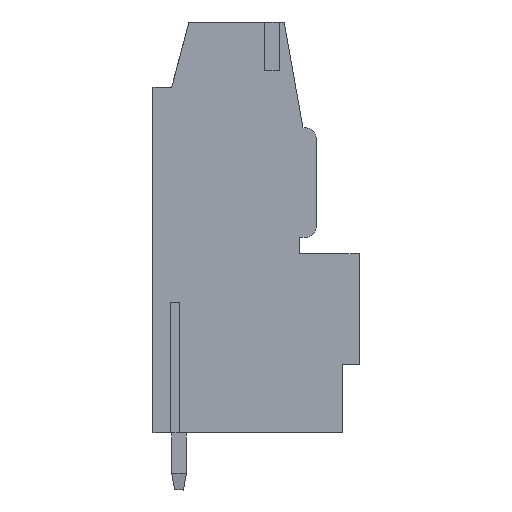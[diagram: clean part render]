
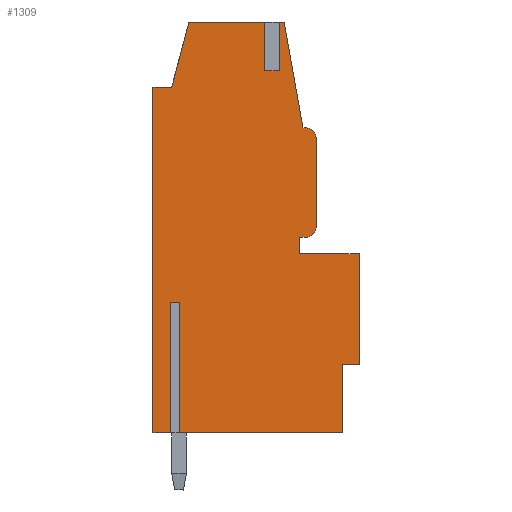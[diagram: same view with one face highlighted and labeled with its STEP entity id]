
A CAD part, left-side view. The second image highlights one B-rep face of the part: STEP entity #1309.
In plain terms, the highlighted planar face has unit normal (-1, 0, 0).
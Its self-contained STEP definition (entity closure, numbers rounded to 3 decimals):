
#689=AXIS2_PLACEMENT_3D('Circle Axis2P3D',#687,#688,$) ;
#722=AXIS2_PLACEMENT_3D('Circle Axis2P3D',#720,#721,$) ;
#1214=AXIS2_PLACEMENT_3D('Plane Axis2P3D',#1211,#1212,#1213) ;
#297=CARTESIAN_POINT('Vertex',(0.45,5.09,25.7)) ;
#300=CARTESIAN_POINT('Line Origine',(0.45,5.09,27.2)) ;
#304=CARTESIAN_POINT('Vertex',(0.45,5.09,28.7)) ;
#387=CARTESIAN_POINT('Vertex',(0.45,5.59,25.7)) ;
#390=CARTESIAN_POINT('Line Origine',(0.45,5.34,25.7)) ;
#435=CARTESIAN_POINT('Line Origine',(0.45,5.59,27.2)) ;
#439=CARTESIAN_POINT('Vertex',(0.45,5.59,28.7)) ;
#544=CARTESIAN_POINT('Vertex',(0.45,1.001,7.7)) ;
#547=CARTESIAN_POINT('Line Origine',(0.45,1.001,5.6)) ;
#551=CARTESIAN_POINT('Vertex',(0.45,1.001,3.5)) ;
#584=CARTESIAN_POINT('Vertex',(0.45,3.64,14.5)) ;
#587=CARTESIAN_POINT('Line Origine',(0.45,1.82,14.5)) ;
#591=CARTESIAN_POINT('Vertex',(0.45,0.,14.5)) ;
#622=CARTESIAN_POINT('Vertex',(0.45,3.64,15.5)) ;
#625=CARTESIAN_POINT('Line Origine',(0.45,3.64,15.)) ;
#653=CARTESIAN_POINT('Vertex',(0.45,3.24,15.5)) ;
#656=CARTESIAN_POINT('Line Origine',(0.45,3.44,15.5)) ;
#684=CARTESIAN_POINT('Vertex',(0.45,2.64,16.1)) ;
#687=CARTESIAN_POINT('Axis2P3D Location',(0.45,3.24,16.1)) ;
#717=CARTESIAN_POINT('Vertex',(0.45,3.24,22.2)) ;
#720=CARTESIAN_POINT('Axis2P3D Location',(0.45,3.24,21.6)) ;
#724=CARTESIAN_POINT('Vertex',(0.45,2.64,21.6)) ;
#755=CARTESIAN_POINT('Vertex',(0.45,3.44,22.2)) ;
#758=CARTESIAN_POINT('Line Origine',(0.45,3.34,22.2)) ;
#786=CARTESIAN_POINT('Vertex',(0.45,4.59,28.7)) ;
#789=CARTESIAN_POINT('Line Origine',(0.45,4.015,25.45)) ;
#1120=CARTESIAN_POINT('Line Origine',(0.45,12.09,3.5)) ;
#1124=CARTESIAN_POINT('Vertex',(0.45,12.64,3.5)) ;
#1126=CARTESIAN_POINT('Vertex',(0.45,11.54,3.5)) ;
#1134=CARTESIAN_POINT('Line Origine',(0.45,6.021,3.5)) ;
#1138=CARTESIAN_POINT('Vertex',(0.45,11.04,3.5)) ;
#1211=CARTESIAN_POINT('Axis2P3D Location',(0.45,0.,0.)) ;
#1216=CARTESIAN_POINT('Line Origine',(0.45,0.5,7.7)) ;
#1220=CARTESIAN_POINT('Vertex',(0.45,0.,7.7)) ;
#1223=CARTESIAN_POINT('Line Origine',(0.45,0.,11.1)) ;
#1228=CARTESIAN_POINT('Line Origine',(0.45,2.64,18.85)) ;
#1233=CARTESIAN_POINT('Line Origine',(0.45,4.84,28.7)) ;
#1238=CARTESIAN_POINT('Line Origine',(0.45,8.015,28.7)) ;
#1242=CARTESIAN_POINT('Vertex',(0.45,10.44,28.7)) ;
#1245=CARTESIAN_POINT('Line Origine',(0.45,10.965,26.7)) ;
#1249=CARTESIAN_POINT('Vertex',(0.45,11.49,24.7)) ;
#1252=CARTESIAN_POINT('Line Origine',(0.45,12.065,24.7)) ;
#1256=CARTESIAN_POINT('Vertex',(0.45,12.64,24.7)) ;
#1259=CARTESIAN_POINT('Line Origine',(0.45,12.64,14.1)) ;
#1264=CARTESIAN_POINT('Line Origine',(0.45,11.54,7.5)) ;
#1268=CARTESIAN_POINT('Vertex',(0.45,11.54,11.5)) ;
#1271=CARTESIAN_POINT('Line Origine',(0.45,11.29,11.5)) ;
#1275=CARTESIAN_POINT('Vertex',(0.45,11.04,11.5)) ;
#1278=CARTESIAN_POINT('Line Origine',(0.45,11.04,7.5)) ;
#301=DIRECTION('Vector Direction',(0.,0.,1.)) ;
#391=DIRECTION('Vector Direction',(0.,1.,0.)) ;
#436=DIRECTION('Vector Direction',(0.,0.,1.)) ;
#548=DIRECTION('Vector Direction',(0.,0.,-1.)) ;
#588=DIRECTION('Vector Direction',(0.,-1.,0.)) ;
#626=DIRECTION('Vector Direction',(0.,0.,-1.)) ;
#657=DIRECTION('Vector Direction',(0.,1.,0.)) ;
#688=DIRECTION('Axis2P3D Direction',(-1.,0.,0.)) ;
#721=DIRECTION('Axis2P3D Direction',(-1.,0.,0.)) ;
#759=DIRECTION('Vector Direction',(0.,-1.,0.)) ;
#790=DIRECTION('Vector Direction',(0.,-0.174,-0.985)) ;
#1121=DIRECTION('Vector Direction',(0.,1.,0.)) ;
#1135=DIRECTION('Vector Direction',(0.,1.,0.)) ;
#1212=DIRECTION('Axis2P3D Direction',(-1.,0.,0.)) ;
#1213=DIRECTION('Axis2P3D XDirection',(0.,0.,1.)) ;
#1217=DIRECTION('Vector Direction',(0.,1.,0.)) ;
#1224=DIRECTION('Vector Direction',(0.,0.,-1.)) ;
#1229=DIRECTION('Vector Direction',(0.,0.,-1.)) ;
#1234=DIRECTION('Vector Direction',(0.,-1.,0.)) ;
#1239=DIRECTION('Vector Direction',(0.,-1.,0.)) ;
#1246=DIRECTION('Vector Direction',(0.,-0.254,0.967)) ;
#1253=DIRECTION('Vector Direction',(0.,-1.,0.)) ;
#1260=DIRECTION('Vector Direction',(0.,0.,1.)) ;
#1265=DIRECTION('Vector Direction',(0.,0.,1.)) ;
#1272=DIRECTION('Vector Direction',(0.,-1.,0.)) ;
#1279=DIRECTION('Vector Direction',(0.,0.,1.)) ;
#302=VECTOR('Line Direction',#301,1.) ;
#392=VECTOR('Line Direction',#391,1.) ;
#437=VECTOR('Line Direction',#436,1.) ;
#549=VECTOR('Line Direction',#548,1.) ;
#589=VECTOR('Line Direction',#588,1.) ;
#627=VECTOR('Line Direction',#626,1.) ;
#658=VECTOR('Line Direction',#657,1.) ;
#760=VECTOR('Line Direction',#759,1.) ;
#791=VECTOR('Line Direction',#790,1.) ;
#1122=VECTOR('Line Direction',#1121,1.) ;
#1136=VECTOR('Line Direction',#1135,1.) ;
#1218=VECTOR('Line Direction',#1217,1.) ;
#1225=VECTOR('Line Direction',#1224,1.) ;
#1230=VECTOR('Line Direction',#1229,1.) ;
#1235=VECTOR('Line Direction',#1234,1.) ;
#1240=VECTOR('Line Direction',#1239,1.) ;
#1247=VECTOR('Line Direction',#1246,1.) ;
#1254=VECTOR('Line Direction',#1253,1.) ;
#1261=VECTOR('Line Direction',#1260,1.) ;
#1266=VECTOR('Line Direction',#1265,1.) ;
#1273=VECTOR('Line Direction',#1272,1.) ;
#1280=VECTOR('Line Direction',#1279,1.) ;
#1284=ORIENTED_EDGE('',*,*,#1140,.T.) ;
#1285=ORIENTED_EDGE('',*,*,#553,.T.) ;
#1286=ORIENTED_EDGE('',*,*,#1222,.T.) ;
#1287=ORIENTED_EDGE('',*,*,#1227,.T.) ;
#1288=ORIENTED_EDGE('',*,*,#593,.T.) ;
#1289=ORIENTED_EDGE('',*,*,#629,.T.) ;
#1290=ORIENTED_EDGE('',*,*,#660,.T.) ;
#1291=ORIENTED_EDGE('',*,*,#691,.T.) ;
#1292=ORIENTED_EDGE('',*,*,#1232,.T.) ;
#1293=ORIENTED_EDGE('',*,*,#726,.T.) ;
#1294=ORIENTED_EDGE('',*,*,#762,.T.) ;
#1295=ORIENTED_EDGE('',*,*,#793,.T.) ;
#1296=ORIENTED_EDGE('',*,*,#1237,.T.) ;
#1297=ORIENTED_EDGE('',*,*,#306,.F.) ;
#1298=ORIENTED_EDGE('',*,*,#394,.T.) ;
#1299=ORIENTED_EDGE('',*,*,#441,.T.) ;
#1300=ORIENTED_EDGE('',*,*,#1244,.T.) ;
#1301=ORIENTED_EDGE('',*,*,#1251,.T.) ;
#1302=ORIENTED_EDGE('',*,*,#1258,.T.) ;
#1303=ORIENTED_EDGE('',*,*,#1263,.T.) ;
#1304=ORIENTED_EDGE('',*,*,#1128,.T.) ;
#1305=ORIENTED_EDGE('',*,*,#1270,.T.) ;
#1306=ORIENTED_EDGE('',*,*,#1277,.T.) ;
#1307=ORIENTED_EDGE('',*,*,#1282,.F.) ;
#1309=ADVANCED_FACE('HOUSING',(#1308),#1215,.T.) ;
#690=CIRCLE('generated circle',#689,0.6) ;
#723=CIRCLE('generated circle',#722,0.6) ;
#306=EDGE_CURVE('',#298,#305,#303,.T.) ;
#394=EDGE_CURVE('',#298,#388,#393,.T.) ;
#441=EDGE_CURVE('',#388,#440,#438,.T.) ;
#553=EDGE_CURVE('',#552,#545,#550,.F.) ;
#593=EDGE_CURVE('',#592,#585,#590,.F.) ;
#629=EDGE_CURVE('',#585,#623,#628,.F.) ;
#660=EDGE_CURVE('',#623,#654,#659,.F.) ;
#691=EDGE_CURVE('',#654,#685,#690,.T.) ;
#726=EDGE_CURVE('',#725,#718,#723,.T.) ;
#762=EDGE_CURVE('',#718,#756,#761,.F.) ;
#793=EDGE_CURVE('',#756,#787,#792,.F.) ;
#1128=EDGE_CURVE('',#1125,#1127,#1123,.F.) ;
#1140=EDGE_CURVE('',#1139,#552,#1137,.F.) ;
#1222=EDGE_CURVE('',#545,#1221,#1219,.F.) ;
#1227=EDGE_CURVE('',#1221,#592,#1226,.F.) ;
#1232=EDGE_CURVE('',#685,#725,#1231,.F.) ;
#1237=EDGE_CURVE('',#787,#305,#1236,.F.) ;
#1244=EDGE_CURVE('',#440,#1243,#1241,.F.) ;
#1251=EDGE_CURVE('',#1243,#1250,#1248,.F.) ;
#1258=EDGE_CURVE('',#1250,#1257,#1255,.F.) ;
#1263=EDGE_CURVE('',#1257,#1125,#1262,.F.) ;
#1270=EDGE_CURVE('',#1127,#1269,#1267,.T.) ;
#1277=EDGE_CURVE('',#1269,#1276,#1274,.T.) ;
#1282=EDGE_CURVE('',#1139,#1276,#1281,.T.) ;
#1283=EDGE_LOOP('',(#1284,#1285,#1286,#1287,#1288,#1289,#1290,#1291,#1292,#1293,#1294,#1295,#1296,#1297,#1298,#1299,#1300,#1301,#1302,#1303,#1304,#1305,#1306,#1307)) ;
#1308=FACE_OUTER_BOUND('',#1283,.T.) ;
#303=LINE('Line',#300,#302) ;
#393=LINE('Line',#390,#392) ;
#438=LINE('Line',#435,#437) ;
#550=LINE('Line',#547,#549) ;
#590=LINE('Line',#587,#589) ;
#628=LINE('Line',#625,#627) ;
#659=LINE('Line',#656,#658) ;
#761=LINE('Line',#758,#760) ;
#792=LINE('Line',#789,#791) ;
#1123=LINE('Line',#1120,#1122) ;
#1137=LINE('Line',#1134,#1136) ;
#1219=LINE('Line',#1216,#1218) ;
#1226=LINE('Line',#1223,#1225) ;
#1231=LINE('Line',#1228,#1230) ;
#1236=LINE('Line',#1233,#1235) ;
#1241=LINE('Line',#1238,#1240) ;
#1248=LINE('Line',#1245,#1247) ;
#1255=LINE('Line',#1252,#1254) ;
#1262=LINE('Line',#1259,#1261) ;
#1267=LINE('Line',#1264,#1266) ;
#1274=LINE('Line',#1271,#1273) ;
#1281=LINE('Line',#1278,#1280) ;
#1215=PLANE('',#1214) ;
#298=VERTEX_POINT('',#297) ;
#305=VERTEX_POINT('',#304) ;
#388=VERTEX_POINT('',#387) ;
#440=VERTEX_POINT('',#439) ;
#545=VERTEX_POINT('',#544) ;
#552=VERTEX_POINT('',#551) ;
#585=VERTEX_POINT('',#584) ;
#592=VERTEX_POINT('',#591) ;
#623=VERTEX_POINT('',#622) ;
#654=VERTEX_POINT('',#653) ;
#685=VERTEX_POINT('',#684) ;
#718=VERTEX_POINT('',#717) ;
#725=VERTEX_POINT('',#724) ;
#756=VERTEX_POINT('',#755) ;
#787=VERTEX_POINT('',#786) ;
#1125=VERTEX_POINT('',#1124) ;
#1127=VERTEX_POINT('',#1126) ;
#1139=VERTEX_POINT('',#1138) ;
#1221=VERTEX_POINT('',#1220) ;
#1243=VERTEX_POINT('',#1242) ;
#1250=VERTEX_POINT('',#1249) ;
#1257=VERTEX_POINT('',#1256) ;
#1269=VERTEX_POINT('',#1268) ;
#1276=VERTEX_POINT('',#1275) ;
